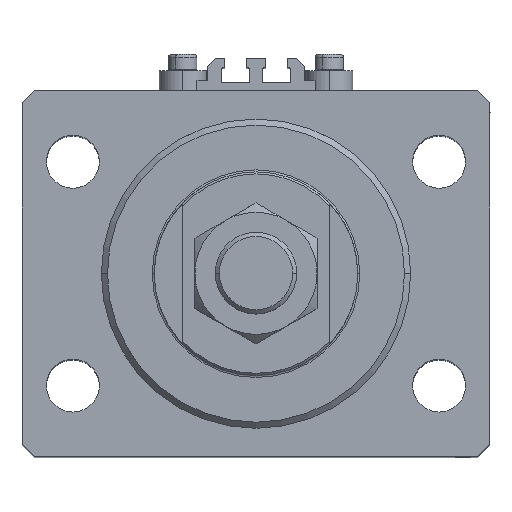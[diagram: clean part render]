
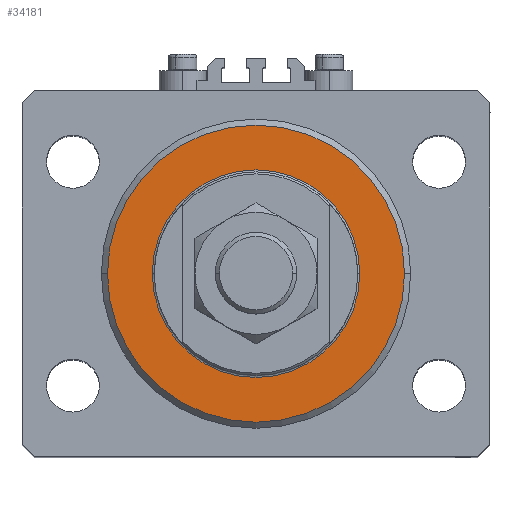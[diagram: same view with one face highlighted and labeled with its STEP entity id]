
A CAD part, top view. The second image highlights one B-rep face of the part: STEP entity #34181.
In plain terms, the highlighted face is planar.
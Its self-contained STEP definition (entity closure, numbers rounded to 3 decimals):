
#333 = CARTESIAN_POINT ( 'NONE',  ( 0., 0., 0. ) ) ;
#1198 = VERTEX_POINT ( 'NONE', #26910 ) ;
#7790 = AXIS2_PLACEMENT_3D ( 'NONE', #15711, #38720, #31305 ) ;
#7997 = EDGE_CURVE ( 'NONE', #36857, #1198, #25151, .T. ) ;
#9064 = EDGE_LOOP ( 'NONE', ( #45141, #39548 ) ) ;
#11606 = DIRECTION ( 'NONE',  ( 0., 0., 1. ) ) ;
#13098 = DIRECTION ( 'NONE',  ( 0., 0., 1. ) ) ;
#15485 = AXIS2_PLACEMENT_3D ( 'NONE', #30669, #11606, #42027 ) ;
#15711 = CARTESIAN_POINT ( 'NONE',  ( 0., 0., 0. ) ) ;
#16226 = ORIENTED_EDGE ( 'NONE', *, *, #30707, .T. ) ;
#18666 = AXIS2_PLACEMENT_3D ( 'NONE', #333, #23123, #38210 ) ;
#21138 = CARTESIAN_POINT ( 'NONE',  ( 0., 0., 0. ) ) ;
#22997 = CARTESIAN_POINT ( 'NONE',  ( -25.5, 0., 0. ) ) ;
#23123 = DIRECTION ( 'NONE',  ( 0., 0., 1. ) ) ;
#24865 = DIRECTION ( 'NONE',  ( 0., 0., -1. ) ) ;
#25151 = CIRCLE ( 'NONE', #7790, 36.5 ) ;
#26792 = EDGE_CURVE ( 'NONE', #34196, #48112, #28954, .T. ) ;
#26910 = CARTESIAN_POINT ( 'NONE',  ( 36.5, 0., 0. ) ) ;
#26955 = FACE_OUTER_BOUND ( 'NONE', #43678, .T. ) ;
#28110 = AXIS2_PLACEMENT_3D ( 'NONE', #46986, #13098, #43280 ) ;
#28954 = CIRCLE ( 'NONE', #18666, 25.5 ) ;
#29321 = EDGE_CURVE ( 'NONE', #48112, #34196, #46264, .T. ) ;
#30669 = CARTESIAN_POINT ( 'NONE',  ( 0., 0., 0. ) ) ;
#30707 = EDGE_CURVE ( 'NONE', #1198, #36857, #42353, .T. ) ;
#30934 = CARTESIAN_POINT ( 'NONE',  ( -36.5, 0., 0. ) ) ;
#31305 = DIRECTION ( 'NONE',  ( 1., 0., 0. ) ) ;
#31578 = DIRECTION ( 'NONE',  ( 1., 0., 0. ) ) ;
#34181 = ADVANCED_FACE ( 'NONE', ( #37835, #26955 ), #45483, .F. ) ;
#34196 = VERTEX_POINT ( 'NONE', #22997 ) ;
#36857 = VERTEX_POINT ( 'NONE', #30934 ) ;
#37835 = FACE_BOUND ( 'NONE', #9064, .T. ) ;
#38210 = DIRECTION ( 'NONE',  ( 1., 0., 0. ) ) ;
#38720 = DIRECTION ( 'NONE',  ( 0., 0., -1. ) ) ;
#39548 = ORIENTED_EDGE ( 'NONE', *, *, #26792, .T. ) ;
#40680 = ORIENTED_EDGE ( 'NONE', *, *, #7997, .T. ) ;
#42027 = DIRECTION ( 'NONE',  ( 1., 0., 0. ) ) ;
#42353 = CIRCLE ( 'NONE', #47087, 36.5 ) ;
#43280 = DIRECTION ( 'NONE',  ( 1., 0., 0. ) ) ;
#43678 = EDGE_LOOP ( 'NONE', ( #16226, #40680 ) ) ;
#45141 = ORIENTED_EDGE ( 'NONE', *, *, #29321, .T. ) ;
#45483 = PLANE ( 'NONE',  #15485 ) ;
#46264 = CIRCLE ( 'NONE', #28110, 25.5 ) ;
#46986 = CARTESIAN_POINT ( 'NONE',  ( 0., 0., 0. ) ) ;
#47087 = AXIS2_PLACEMENT_3D ( 'NONE', #21138, #24865, #31578 ) ;
#48112 = VERTEX_POINT ( 'NONE', #48969 ) ;
#48969 = CARTESIAN_POINT ( 'NONE',  ( 25.5, 0., 0. ) ) ;
